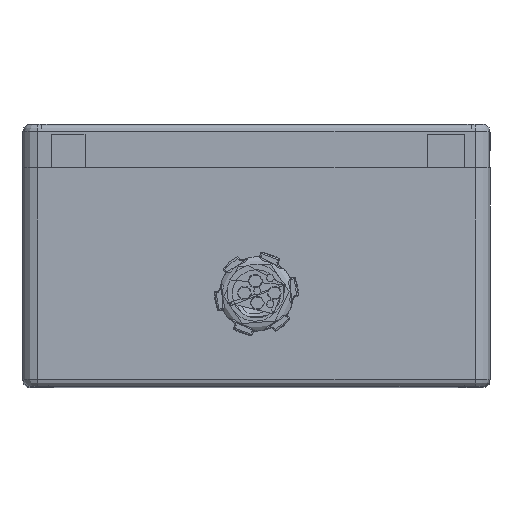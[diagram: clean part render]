
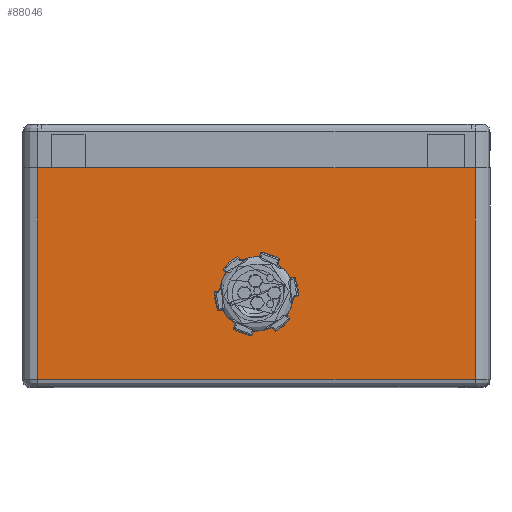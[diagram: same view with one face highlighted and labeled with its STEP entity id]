
A CAD part, top view. The second image highlights one B-rep face of the part: STEP entity #88046.
In plain terms, the highlighted planar face has unit normal (0, 0, 1).
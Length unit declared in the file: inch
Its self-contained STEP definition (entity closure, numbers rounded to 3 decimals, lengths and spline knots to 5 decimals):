
#1674 = FACE_OUTER_BOUND ( 'NONE', #13372, .T. ) ;
#2078 = CARTESIAN_POINT ( 'NONE',  ( 0.4005, 1.25, 4.7245 ) ) ;
#3928 = CIRCLE ( 'NONE', #10346, 0.4 ) ;
#4584 = CARTESIAN_POINT ( 'NONE',  ( -2.9495, 0.1, 4.7245 ) ) ;
#5291 = VECTOR ( 'NONE', #59918, 39.37008 ) ;
#6020 = CARTESIAN_POINT ( 'NONE',  ( -8.83854, 2.95, 4.7245 ) ) ;
#6933 = CARTESIAN_POINT ( 'NONE',  ( 2.9495, 2.95, 4.7245 ) ) ;
#10346 = AXIS2_PLACEMENT_3D ( 'NONE', #60095, #13093, #67924 ) ;
#11082 = ORIENTED_EDGE ( 'NONE', *, *, #90763, .F. ) ;
#13093 = DIRECTION ( 'NONE',  ( 0., 0., 1. ) ) ;
#13372 = EDGE_LOOP ( 'NONE', ( #20505, #93307, #88162, #11082 ) ) ;
#16543 = CARTESIAN_POINT ( 'NONE',  ( 0.0005, 1.25, 4.7245 ) ) ;
#17536 = VECTOR ( 'NONE', #83577, 39.37008 ) ;
#20381 = DIRECTION ( 'NONE',  ( -1., 0., 0. ) ) ;
#20505 = ORIENTED_EDGE ( 'NONE', *, *, #39225, .F. ) ;
#24752 = DIRECTION ( 'NONE',  ( 1., 0., 0. ) ) ;
#32955 = AXIS2_PLACEMENT_3D ( 'NONE', #43741, #67350, #20381 ) ;
#33435 = LINE ( 'NONE', #51364, #39504 ) ;
#34450 = CARTESIAN_POINT ( 'NONE',  ( 2.9495, 0.1, 4.7245 ) ) ;
#37227 = LINE ( 'NONE', #52049, #17536 ) ;
#39225 = EDGE_CURVE ( 'NONE', #77589, #61805, #67901, .T. ) ;
#39504 = VECTOR ( 'NONE', #89115, 39.37008 ) ;
#42020 = VERTEX_POINT ( 'NONE', #59280 ) ;
#43741 = CARTESIAN_POINT ( 'NONE',  ( -2.9495, 3.01, 4.7245 ) ) ;
#48017 = ORIENTED_EDGE ( 'NONE', *, *, #96263, .F. ) ;
#51364 = CARTESIAN_POINT ( 'NONE',  ( -2.9495, 3.01, 4.7245 ) ) ;
#52049 = CARTESIAN_POINT ( 'NONE',  ( 2.9495, 3.01, 4.7245 ) ) ;
#53970 = EDGE_CURVE ( 'NONE', #77589, #96786, #33435, .T. ) ;
#58714 = ORIENTED_EDGE ( 'NONE', *, *, #85071, .F. ) ;
#59280 = CARTESIAN_POINT ( 'NONE',  ( -0.3995, 1.25, 4.7245 ) ) ;
#59918 = DIRECTION ( 'NONE',  ( 1., 0., 0. ) ) ;
#59995 = CARTESIAN_POINT ( 'NONE',  ( -2.9495, 2.95, 4.7245 ) ) ;
#60095 = CARTESIAN_POINT ( 'NONE',  ( 0.0005, 1.25, 4.7245 ) ) ;
#61805 = VERTEX_POINT ( 'NONE', #6933 ) ;
#64290 = FACE_BOUND ( 'NONE', #83212, .T. ) ;
#64605 = AXIS2_PLACEMENT_3D ( 'NONE', #16543, #71367, #24752 ) ;
#64666 = VECTOR ( 'NONE', #89764, 39.37008 ) ;
#66754 = CARTESIAN_POINT ( 'NONE',  ( -2.9495, 0.1, 4.7245 ) ) ;
#67350 = DIRECTION ( 'NONE',  ( 0., 0., -1. ) ) ;
#67901 = LINE ( 'NONE', #6020, #5291 ) ;
#67924 = DIRECTION ( 'NONE',  ( 1., 0., 0. ) ) ;
#71367 = DIRECTION ( 'NONE',  ( 0., 0., 1. ) ) ;
#72005 = LINE ( 'NONE', #66754, #64666 ) ;
#75445 = VERTEX_POINT ( 'NONE', #34450 ) ;
#77589 = VERTEX_POINT ( 'NONE', #59995 ) ;
#83212 = EDGE_LOOP ( 'NONE', ( #58714, #48017 ) ) ;
#83577 = DIRECTION ( 'NONE',  ( 0., -1., 0. ) ) ;
#85071 = EDGE_CURVE ( 'NONE', #85360, #42020, #3928, .T. ) ;
#85360 = VERTEX_POINT ( 'NONE', #2078 ) ;
#86822 = EDGE_CURVE ( 'NONE', #96786, #75445, #72005, .T. ) ;
#88046 = ADVANCED_FACE ( 'NONE', ( #64290, #1674 ), #90712, .F. ) ;
#88162 = ORIENTED_EDGE ( 'NONE', *, *, #86822, .T. ) ;
#89115 = DIRECTION ( 'NONE',  ( 0., -1., 0. ) ) ;
#89764 = DIRECTION ( 'NONE',  ( 1., 0., 0. ) ) ;
#90712 = PLANE ( 'NONE',  #32955 ) ;
#90763 = EDGE_CURVE ( 'NONE', #61805, #75445, #37227, .T. ) ;
#93307 = ORIENTED_EDGE ( 'NONE', *, *, #53970, .T. ) ;
#93460 = CIRCLE ( 'NONE', #64605, 0.4 ) ;
#96263 = EDGE_CURVE ( 'NONE', #42020, #85360, #93460, .T. ) ;
#96786 = VERTEX_POINT ( 'NONE', #4584 ) ;
